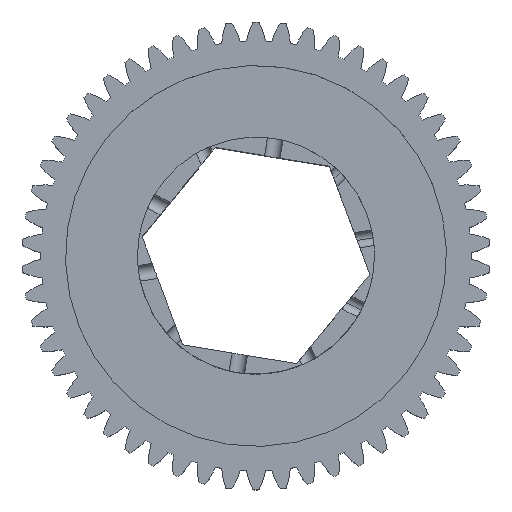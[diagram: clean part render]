
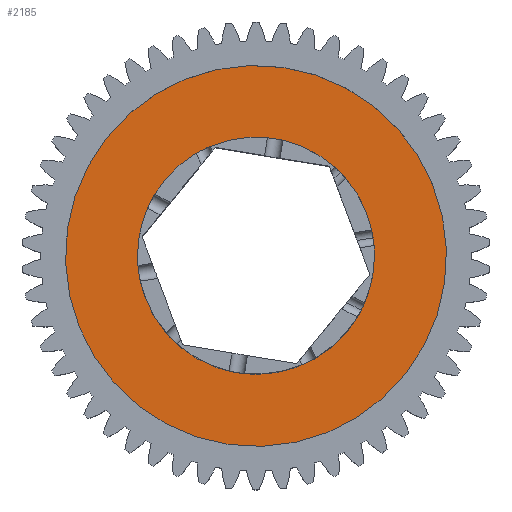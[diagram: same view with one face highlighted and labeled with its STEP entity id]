
A CAD part, top view. The second image highlights one B-rep face of the part: STEP entity #2185.
In plain terms, the highlighted planar face has unit normal (0, 0, 1).
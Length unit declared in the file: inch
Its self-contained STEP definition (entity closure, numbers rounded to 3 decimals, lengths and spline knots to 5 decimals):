
#262=CARTESIAN_POINT('',(-1.21034,-0.75214,-0.19685));
#263=VERTEX_POINT('',#262);
#272=CARTESIAN_POINT('',(1.21034,0.75214,-0.19685));
#273=VERTEX_POINT('',#272);
#274=CARTESIAN_POINT('',(0.,0.0,-0.19685));
#275=DIRECTION('',(0.0,0.0,1.0));
#276=DIRECTION('',(-0.849,-0.528,0.0));
#277=AXIS2_PLACEMENT_3D('',#274,#275,#276);
#278=CIRCLE('',#277,1.425);
#279=EDGE_CURVE('',#273,#263,#278,.T.);
#304=CARTESIAN_POINT('',(-0.88583,0.,-0.19685));
#305=VERTEX_POINT('',#304);
#314=CARTESIAN_POINT('',(0.88583,0.,-0.19685));
#315=VERTEX_POINT('',#314);
#316=CARTESIAN_POINT('',(0.,0.0,-0.19685));
#317=DIRECTION('',(0.0,0.0,-1.0));
#318=DIRECTION('',(-1.0,0.0,0.0));
#319=AXIS2_PLACEMENT_3D('',#316,#317,#318);
#320=CIRCLE('',#319,0.88583);
#321=EDGE_CURVE('',#315,#305,#320,.T.);
#2138=CARTESIAN_POINT('',(0.,0.0,-0.19685));
#2139=DIRECTION('',(0.0,0.0,-1.0));
#2140=DIRECTION('',(-1.0,0.0,0.0));
#2141=AXIS2_PLACEMENT_3D('',#2138,#2139,#2140);
#2142=CIRCLE('',#2141,0.88583);
#2143=EDGE_CURVE('',#305,#315,#2142,.T.);
#2162=CARTESIAN_POINT('',(0.,0.0,-0.19685));
#2163=DIRECTION('',(0.0,0.0,1.0));
#2164=DIRECTION('',(-0.849,-0.528,0.0));
#2165=AXIS2_PLACEMENT_3D('',#2162,#2163,#2164);
#2166=CIRCLE('',#2165,1.425);
#2167=EDGE_CURVE('',#263,#273,#2166,.T.);
#2172=CARTESIAN_POINT('',(0.11003,0.06838,-0.19685));
#2173=DIRECTION('',(0.0,0.0,1.0));
#2174=DIRECTION('',(1.0,0.0,0.0));
#2175=AXIS2_PLACEMENT_3D('',#2172,#2173,#2174);
#2176=PLANE('',#2175);
#2177=ORIENTED_EDGE('',*,*,#279,.T.);
#2178=ORIENTED_EDGE('',*,*,#2167,.T.);
#2179=EDGE_LOOP('',(#2177,#2178));
#2180=FACE_OUTER_BOUND('',#2179,.T.);
#2181=ORIENTED_EDGE('',*,*,#321,.T.);
#2182=ORIENTED_EDGE('',*,*,#2143,.T.);
#2183=EDGE_LOOP('',(#2181,#2182));
#2184=FACE_BOUND('',#2183,.T.);
#2185=ADVANCED_FACE('',(#2180,#2184),#2176,.T.);
